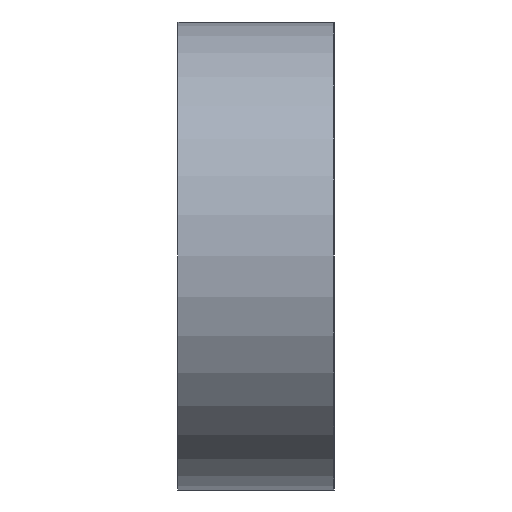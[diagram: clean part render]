
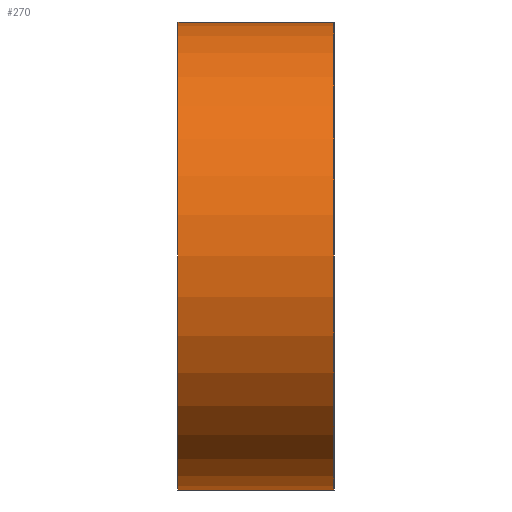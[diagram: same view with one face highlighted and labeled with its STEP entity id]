
A CAD part, left-side view. The second image highlights one B-rep face of the part: STEP entity #270.
In plain terms, the highlighted cylindrical face has radius 4.763 mm (diameter 9.525 mm), a partial arc.
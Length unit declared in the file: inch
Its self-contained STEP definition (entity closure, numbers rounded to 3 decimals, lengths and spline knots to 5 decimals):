
#16 = DIRECTION ( 'NONE',  ( 0., 0., 1. ) ) ;
#41 = AXIS2_PLACEMENT_3D ( 'NONE', #705, #157, #586 ) ;
#43 = CARTESIAN_POINT ( 'NONE',  ( -1.155, 0.125, 0. ) ) ;
#47 = DIRECTION ( 'NONE',  ( 0., 0., 1. ) ) ;
#65 = CARTESIAN_POINT ( 'NONE',  ( -1.155, 0., 0.1875 ) ) ;
#83 = EDGE_LOOP ( 'NONE', ( #688, #202, #365, #329 ) ) ;
#105 = AXIS2_PLACEMENT_3D ( 'NONE', #43, #185, #47 ) ;
#121 = AXIS2_PLACEMENT_3D ( 'NONE', #287, #452, #16 ) ;
#131 = CARTESIAN_POINT ( 'NONE',  ( -1.155, 0.125, 0.1875 ) ) ;
#152 = EDGE_CURVE ( 'NONE', #302, #488, #193, .T. ) ;
#156 = EDGE_CURVE ( 'NONE', #430, #488, #674, .T. ) ;
#157 = DIRECTION ( 'NONE',  ( 0., -1., 0. ) ) ;
#166 = EDGE_CURVE ( 'NONE', #388, #430, #188, .T. ) ;
#172 = EDGE_CURVE ( 'NONE', #388, #302, #654, .T. ) ;
#185 = DIRECTION ( 'NONE',  ( 0., 1., 0. ) ) ;
#188 = CIRCLE ( 'NONE', #105, 0.1875 ) ;
#193 = CIRCLE ( 'NONE', #121, 0.1875 ) ;
#202 = ORIENTED_EDGE ( 'NONE', *, *, #156, .F. ) ;
#231 = CARTESIAN_POINT ( 'NONE',  ( -1.155, 0., -0.1875 ) ) ;
#270 = ADVANCED_FACE ( 'NONE', ( #417 ), #557, .T. ) ;
#287 = CARTESIAN_POINT ( 'NONE',  ( -1.155, 0., 0. ) ) ;
#302 = VERTEX_POINT ( 'NONE', #231 ) ;
#315 = DIRECTION ( 'NONE',  ( 0., -1., 0. ) ) ;
#329 = ORIENTED_EDGE ( 'NONE', *, *, #172, .T. ) ;
#365 = ORIENTED_EDGE ( 'NONE', *, *, #166, .F. ) ;
#388 = VERTEX_POINT ( 'NONE', #683 ) ;
#417 = FACE_OUTER_BOUND ( 'NONE', #83, .T. ) ;
#430 = VERTEX_POINT ( 'NONE', #131 ) ;
#452 = DIRECTION ( 'NONE',  ( 0., 1., 0. ) ) ;
#488 = VERTEX_POINT ( 'NONE', #65 ) ;
#493 = VECTOR ( 'NONE', #754, 39.37008 ) ;
#557 = CYLINDRICAL_SURFACE ( 'NONE', #41, 0.1875 ) ;
#586 = DIRECTION ( 'NONE',  ( 0., 0., -1. ) ) ;
#654 = LINE ( 'NONE', #723, #493 ) ;
#669 = VECTOR ( 'NONE', #315, 39.37008 ) ;
#674 = LINE ( 'NONE', #682, #669 ) ;
#682 = CARTESIAN_POINT ( 'NONE',  ( -1.155, 0.125, 0.1875 ) ) ;
#683 = CARTESIAN_POINT ( 'NONE',  ( -1.155, 0.125, -0.1875 ) ) ;
#688 = ORIENTED_EDGE ( 'NONE', *, *, #152, .T. ) ;
#705 = CARTESIAN_POINT ( 'NONE',  ( -1.155, 0.125, 0. ) ) ;
#723 = CARTESIAN_POINT ( 'NONE',  ( -1.155, 0.125, -0.1875 ) ) ;
#754 = DIRECTION ( 'NONE',  ( 0., -1., 0. ) ) ;
